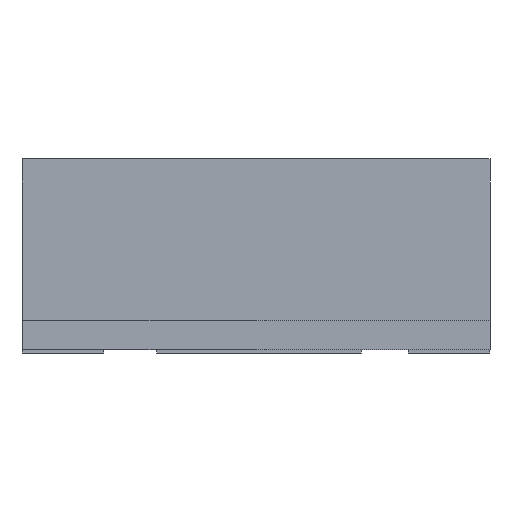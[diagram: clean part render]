
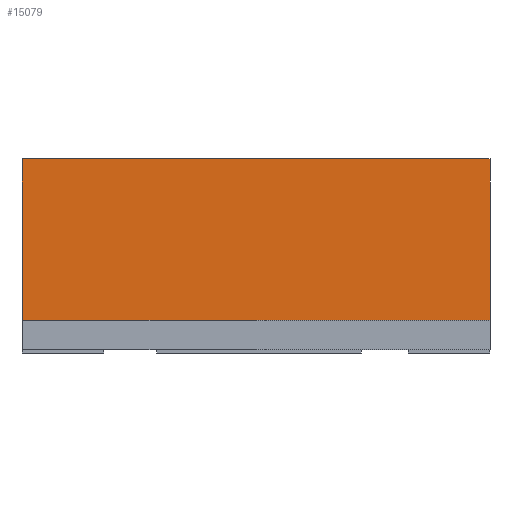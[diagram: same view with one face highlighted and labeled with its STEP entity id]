
A CAD part, front view. The second image highlights one B-rep face of the part: STEP entity #15079.
In plain terms, the highlighted planar face has unit normal (0, -1, 0).
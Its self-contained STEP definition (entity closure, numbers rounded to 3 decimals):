
#10 = VERTEX_POINT ( 'NONE', #4775 ) ;
#1010 = CARTESIAN_POINT ( 'NONE',  ( -1.35, -2., 0.168 ) ) ;
#2405 = EDGE_CURVE ( 'NONE', #20356, #3147, #15761, .T. ) ;
#2557 = LINE ( 'NONE', #1010, #10620 ) ;
#3147 = VERTEX_POINT ( 'NONE', #14231 ) ;
#3732 = VECTOR ( 'NONE', #4558, 1000. ) ;
#4558 = DIRECTION ( 'NONE',  ( 1., 0., 0. ) ) ;
#4775 = CARTESIAN_POINT ( 'NONE',  ( -1.35, -2., 1.1 ) ) ;
#5240 = LINE ( 'NONE', #14777, #8033 ) ;
#5641 = ORIENTED_EDGE ( 'NONE', *, *, #12266, .T. ) ;
#6480 = EDGE_LOOP ( 'NONE', ( #5641, #13822, #7197, #19779 ) ) ;
#7197 = ORIENTED_EDGE ( 'NONE', *, *, #20428, .T. ) ;
#8033 = VECTOR ( 'NONE', #16222, 1000. ) ;
#10620 = VECTOR ( 'NONE', #15893, 1000. ) ;
#10691 = PLANE ( 'NONE',  #18949 ) ;
#12266 = EDGE_CURVE ( 'NONE', #16208, #20356, #12313, .T. ) ;
#12313 = LINE ( 'NONE', #12721, #3732 ) ;
#12721 = CARTESIAN_POINT ( 'NONE',  ( 0., -2., 0.168 ) ) ;
#13704 = DIRECTION ( 'NONE',  ( 0., 0., -1. ) ) ;
#13747 = CARTESIAN_POINT ( 'NONE',  ( 1.35, -2., 0.168 ) ) ;
#13822 = ORIENTED_EDGE ( 'NONE', *, *, #2405, .T. ) ;
#13874 = CARTESIAN_POINT ( 'NONE',  ( -1.35, -2., 0.168 ) ) ;
#14231 = CARTESIAN_POINT ( 'NONE',  ( 1.35, -2., 1.1 ) ) ;
#14777 = CARTESIAN_POINT ( 'NONE',  ( 1.35, -2., 1.1 ) ) ;
#15079 = ADVANCED_FACE ( 'NONE', ( #18512 ), #10691, .T. ) ;
#15450 = EDGE_CURVE ( 'NONE', #10, #16208, #2557, .T. ) ;
#15761 = LINE ( 'NONE', #20324, #16330 ) ;
#15893 = DIRECTION ( 'NONE',  ( 0., 0., -1. ) ) ;
#16208 = VERTEX_POINT ( 'NONE', #13874 ) ;
#16222 = DIRECTION ( 'NONE',  ( -1., 0., 0. ) ) ;
#16330 = VECTOR ( 'NONE', #20220, 1000. ) ;
#18404 = DIRECTION ( 'NONE',  ( 0., -1., 0. ) ) ;
#18512 = FACE_OUTER_BOUND ( 'NONE', #6480, .T. ) ;
#18949 = AXIS2_PLACEMENT_3D ( 'NONE', #20358, #18404, #13704 ) ;
#19779 = ORIENTED_EDGE ( 'NONE', *, *, #15450, .T. ) ;
#20220 = DIRECTION ( 'NONE',  ( 0., 0., 1. ) ) ;
#20324 = CARTESIAN_POINT ( 'NONE',  ( 1.35, -2., 0.168 ) ) ;
#20356 = VERTEX_POINT ( 'NONE', #13747 ) ;
#20358 = CARTESIAN_POINT ( 'NONE',  ( 1.35, -2., 0.168 ) ) ;
#20428 = EDGE_CURVE ( 'NONE', #3147, #10, #5240, .T. ) ;
